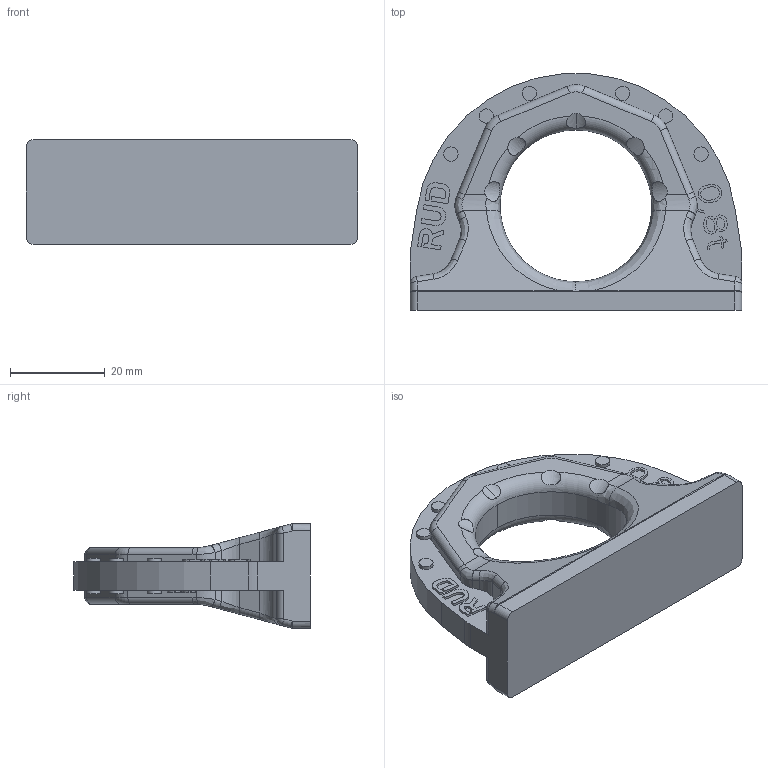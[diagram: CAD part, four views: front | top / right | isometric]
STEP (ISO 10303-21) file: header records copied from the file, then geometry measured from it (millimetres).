
FILE_DESCRIPTION((''),'2;1');
FILE_NAME('001-M35443-P-1','2016-10-18T',('Marcel.Bux'),(''),'PRO/ENGINEER BY PARAMETRIC TECHNOLOGY CORPORATION, 2011490','PRO/ENGINEER BY PARAMETRIC TECHNOLOGY CORPORATION, 2011490','');
FILE_SCHEMA(('CONFIG_CONTROL_DESIGN'));
Length unit declared in the file: millimetre
Products named in the file (1): 001-M35443-P-1
Bounding box: 70 x 49.88 x 22 mm (x, y, z)
Volume: 27466.9 mm3; surface area: 9177.6 mm2
Topology: 1 solids, 1 shells, 447 faces, 1186 edges, 766 vertices
Faces by surface type: plane 296, cylinder 95, bspline 32, extrusion 12, torus 8, sphere 4
Entity records: 15349 total; most frequent: CARTESIAN_POINT 4328, ORIENTED_EDGE 2372, DIRECTION 2130, EDGE_CURVE 1186, VECTOR 896, LINE 884, VERTEX_POINT 766, AXIS2_PLACEMENT_3D 617
